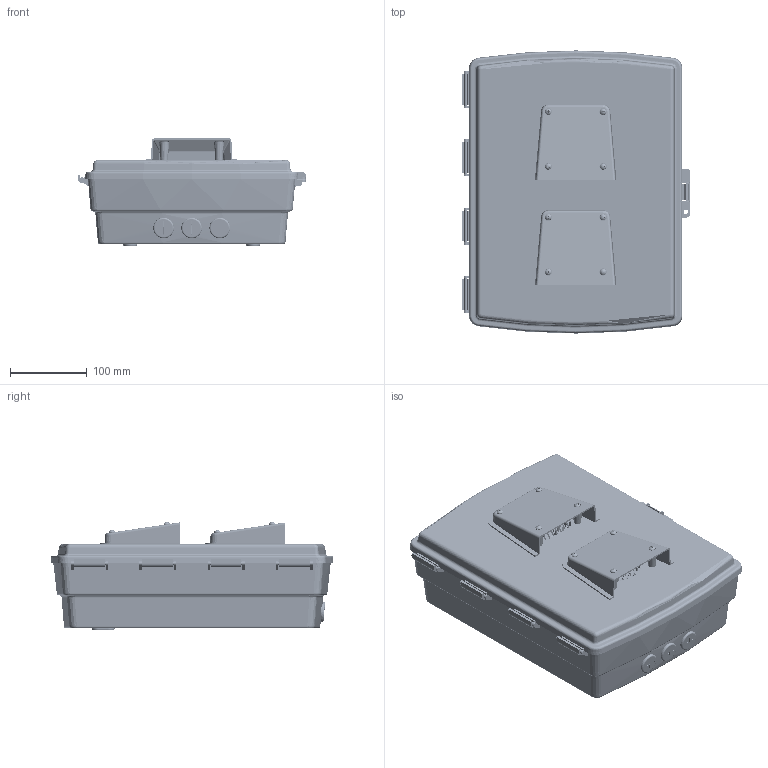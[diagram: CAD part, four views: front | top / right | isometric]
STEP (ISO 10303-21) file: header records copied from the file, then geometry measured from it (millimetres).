
FILE_DESCRIPTION (( 'STEP AP214' ), '1' );
FILE_NAME ('NBP141004-40VW_3D.step', '2025-10-23T15:25:11', ( '' ), ( '' ), 'SwSTEP 2.0', 'SolidWorks 2025', '' );
FILE_SCHEMA (( 'AUTOMOTIVE_DESIGN' ));
Length unit declared in the file: inch
Products named in the file (18): XFW-0026; NBP141004_LowerPlate; NBP141004_outletScrew; NBP141004_Box; HYP322 Rev-1; 1AJ02-053; 1AJ03-011; 1AJ02-054; XFN-0027; NBP141004_400_Panel; 1AM07-078; NBP141004_Lid-Vented; NBP141004_ConduitGrommit; NBP141004_PanelScrew; NBP141004_Velcro tape; Fan Screen-All Wires-80x80 ALUM; XFN-0026; NBP141004-40VW_3D
Assembly tree (44 placements, depth 2):
  NBP141004-40VW_3D
    NBP141004_Box
    NBP141004_Lid-Vented
    NBP141004_ConduitGrommit  x3
    NBP141004_LowerPlate
    NBP141004_400_Panel
    NBP141004_Velcro tape  x2
    Fan Screen-All Wires-80x80 ALUM  x2
    NBP141004_PanelScrew  x3
    NBP141004_outletScrew
    XFN-0026  x8
    HYP322 Rev-1
    XFW-0026
    XFN-0027
    1AM07-078  x2
    1AJ02-053  x4
    1AJ02-054  x4
    1AJ03-011  x8
Bounding box: 297.1 x 369 x 140.7 mm (x, y, z)
Volume: 1142535.2 mm3; surface area: 885868.3 mm2
Topology: 222 solids, 222 shells, 4785 faces, 10512 edges, 6259 vertices
Faces by surface type: cone 1862, cylinder 1297, plane 1246, torus 236, bspline 108, sphere 36
Entity records: 78969 total; most frequent: CARTESIAN_POINT 21001, DIRECTION 12293, ORIENTED_EDGE 11150, EDGE_CURVE 5575, AXIS2_PLACEMENT_3D 4835, VERTEX_POINT 3443, EDGE_LOOP 2822, VECTOR 2623
